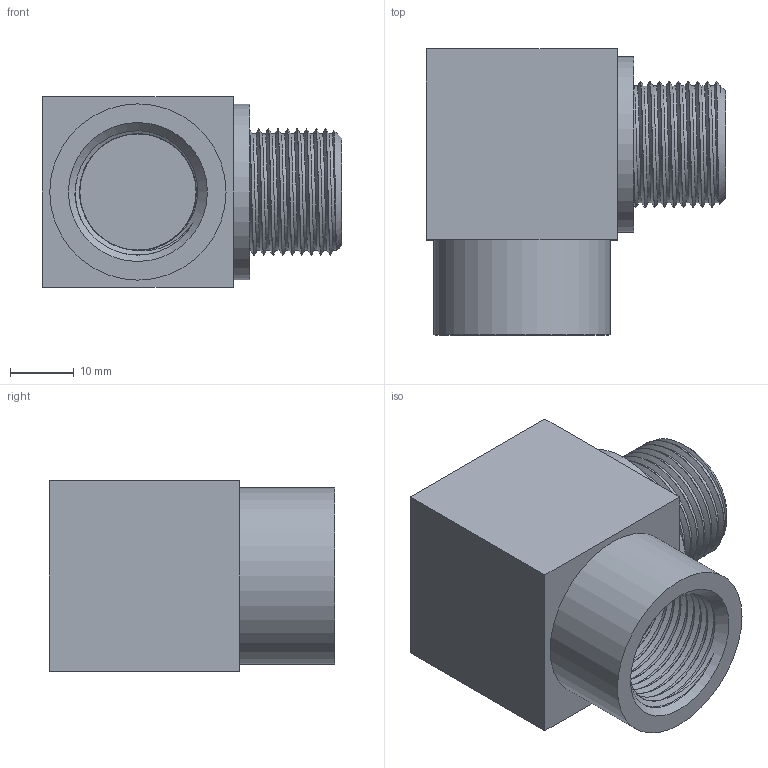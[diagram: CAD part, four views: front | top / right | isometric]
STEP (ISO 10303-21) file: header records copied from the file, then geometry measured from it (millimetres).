
FILE_DESCRIPTION(/* description */ ('90°-Adapter M20x1,5 x M20x1,5','CAx-IF Rec.Pracs.---Representation and Presentation of Product Manufacturing Information (PMI)---3.8---2014-02-18'),/* implementation_level */ '2;1');
FILE_NAME(/* name */ 'FGA1212YXN-RST.stp',/* time_stamp */ '2023-11-20T14:01:01+01:00',/* author */ ('sl'),/* organization */ (''),/* preprocessor_version */ 'ST-DEVELOPER v16.5',/* originating_system */ 'Autodesk Inventor 2017',/* authorisation */ '');
FILE_SCHEMA (('AP242_MANAGED_MODEL_BASED_3D_ENGINEERING_MIM_LF { 1 0 10303 442 1 1 4 }'));
Length unit declared in the file: millimetre
Products named in the file (1): FGA1212YXN
Bounding box: 47 x 44.95 x 30 mm (x, y, z)
Volume: 26320.3 mm3; surface area: 11753.3 mm2
Topology: 1 solids, 1 shells, 25 faces, 57 edges, 38 vertices
Faces by surface type: plane 11, cylinder 8, bspline 4, cone 2
Full cylindrical faces by diameter (mm): 14.88 x1, 18.26 x1, 27.6 x1, 27.7 x1
Entity records: 4150 total; most frequent: CARTESIAN_POINT 3631, ORIENTED_EDGE 92, DIRECTION 90, EDGE_CURVE 46, AXIS2_PLACEMENT_3D 39, EDGE_LOOP 38, VERTEX_POINT 34, FACE_OUTER_BOUND 25
